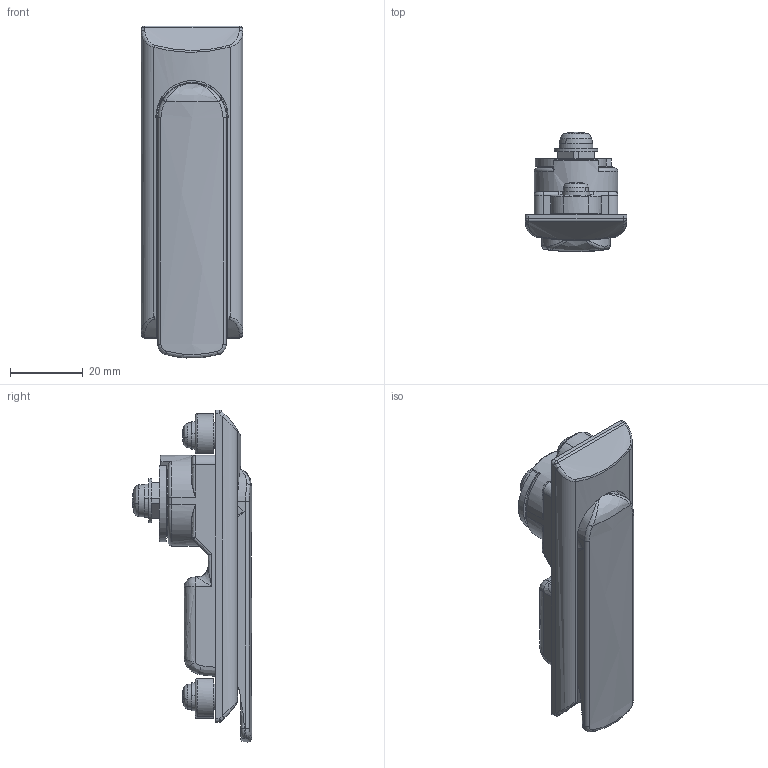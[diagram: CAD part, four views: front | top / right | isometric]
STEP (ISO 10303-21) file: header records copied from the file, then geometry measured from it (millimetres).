
FILE_DESCRIPTION((''),'2;1');
FILE_NAME('','2005-10-12T12:34:31',(''),(''),'','CADfix','');
FILE_SCHEMA(('AUTOMOTIVE_DESIGN'));
Length unit declared in the file: millimetre
Products named in the file (9): screw_A; bracket; shaft_B; shaft_A; screw_B; handle; control_cam; base; THA_506_3_5574_36
Assembly tree (10 placements, depth 2):
  THA_506_3_5574_36
    screw_A  x2
    bracket  x2
    shaft_B
    shaft_A
    screw_B
    handle
    control_cam
    base
Bounding box: 28 x 32.86 x 91.46 mm (x, y, z)
Volume: 27487 mm3; surface area: 18981.8 mm2
Topology: 10 solids, 10 shells, 413 faces, 1125 edges, 730 vertices
Faces by surface type: bspline 413
Entity records: 15539 total; most frequent: CARTESIAN_POINT 9862, ORIENTED_EDGE 1978, EDGE_CURVE 989, VERTEX_POINT 648, QUASI_UNIFORM_CURVE 400, EDGE_LOOP 397, FACE_OUTER_BOUND 371, ADVANCED_FACE 371
